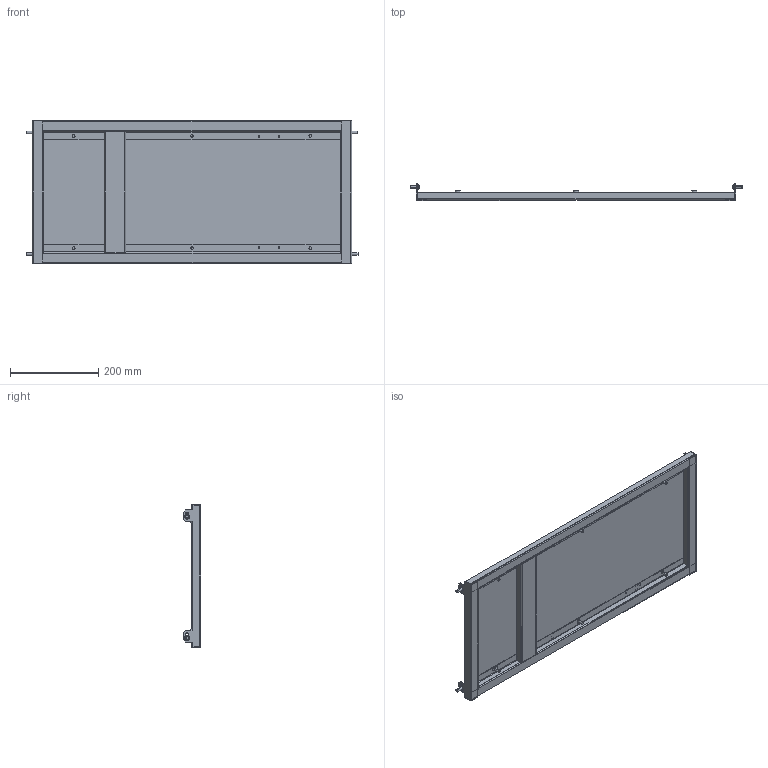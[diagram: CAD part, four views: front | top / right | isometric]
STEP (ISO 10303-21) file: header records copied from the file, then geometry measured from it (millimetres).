
FILE_DESCRIPTION (( 'STEP AP214' ), '1' );
FILE_NAME ('PB8D400 Ïàíåëü íèæíÿÿ ãëóõàÿ .step', '2020-11-05T18:40:35', ( '' ), ( '' ), 'SwSTEP 2.0', 'SolidWorks 2019', '' );
FILE_SCHEMA (( 'AUTOMOTIVE_DESIGN' ));
Length unit declared in the file: millimetre
Products named in the file (25): Âèíò ñàìîíàðåçàþùèé Ì6 DIN 7516À; Âèíò ñàìîíàðåçàþùèé Ì6 DIN 7516À_6å16; AVT003.07.00.02 眈翴錪_00; AVT003.06.00.01 Óãîëîê_èçâ0136_10.20; AVT003.06.01.00 冓憵_00; AVT003.06.00.05 Ïàíåëü_èçâ0041.01_08.19_00; AVT003.07.00.02 眈翴錪; AVT001.06.00.03 赶鎀鍧_00; PB8D400 Ïàíåëü íèæíÿÿ ãëóõàÿ ; AVT003.06.00.01 Óãîëîê_èçâ0136_10.20_00; AVT001.06.00.03 赶鎀鍧; AVT003.06.00.04 Øâåëëåð; AVT003.06.00.04 嵕槶錼禬00; AVT003.06.00.05 Ïàíåëü_èçâ0041.01_08.19
Assembly tree (18 placements, depth 3):
  Âèíò ñàìîíàðåçàþùèé Ì6 DIN 7516À
  Âèíò ñàìîíàðåçàþùèé Ì6 DIN 7516À
  AVT003.06.00.01 Óãîëîê_èçâ0136_10.20
  Âèíò ñàìîíàðåçàþùèé Ì6 DIN 7516À
  Âèíò ñàìîíàðåçàþùèé Ì6 DIN 7516À
Bounding box: 752 x 39 x 323 mm (x, y, z)
Volume: 523932.3 mm3; surface area: 707316.8 mm2
Topology: 17 solids, 17 shells, 554 faces, 1418 edges, 908 vertices
Faces by surface type: plane 420, cylinder 114, sphere 20
Entity records: 8581 total; most frequent: CARTESIAN_POINT 1400, DIRECTION 1396, ORIENTED_EDGE 1364, EDGE_CURVE 682, LINE 548, VECTOR 548, VERTEX_POINT 428, AXIS2_PLACEMENT_3D 424
